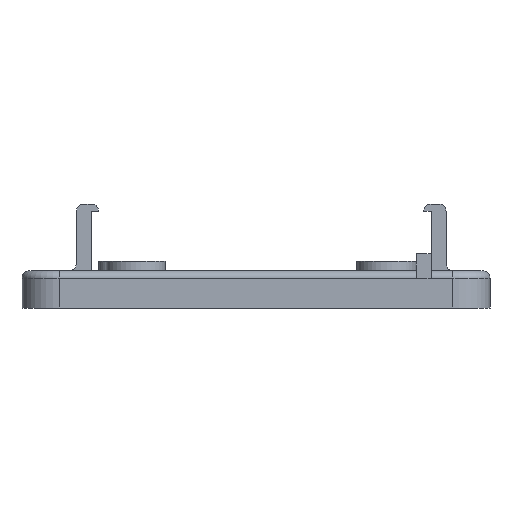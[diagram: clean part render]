
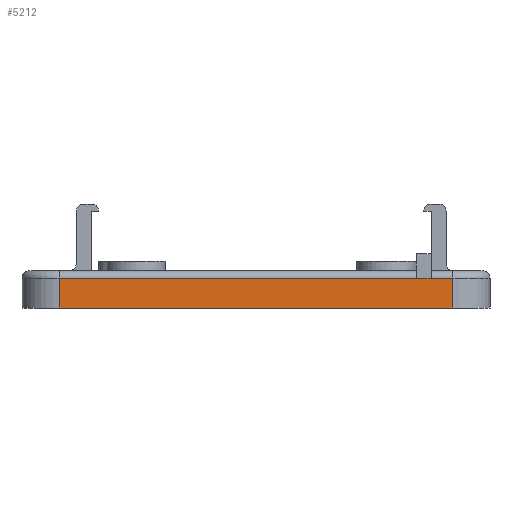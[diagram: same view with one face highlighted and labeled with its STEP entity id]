
A CAD part, left-side view. The second image highlights one B-rep face of the part: STEP entity #5212.
In plain terms, the highlighted planar face has unit normal (-1, 0, 0).
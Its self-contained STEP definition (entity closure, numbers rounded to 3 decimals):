
#388=PLANE('',#5547);
#661=FACE_OUTER_BOUND('',#972,.T.);
#972=EDGE_LOOP('',(#4839,#4840,#4841,#4842,#4843,#4844));
#1414=LINE('',#8957,#1936);
#1418=LINE('',#8988,#1940);
#1489=LINE('',#9224,#2011);
#1503=LINE('',#9260,#2025);
#1504=LINE('',#9262,#2026);
#1505=LINE('',#9263,#2027);
#1936=VECTOR('',#6341,10.);
#1940=VECTOR('',#6383,10.);
#2011=VECTOR('',#6646,10.);
#2025=VECTOR('',#6690,10.);
#2026=VECTOR('',#6693,10.);
#2027=VECTOR('',#6694,10.);
#2551=VERTEX_POINT('',#8953);
#2552=VERTEX_POINT('',#8955);
#2559=VERTEX_POINT('',#8983);
#2560=VERTEX_POINT('',#8987);
#2628=VERTEX_POINT('',#9221);
#2629=VERTEX_POINT('',#9223);
#3227=EDGE_CURVE('',#2551,#2552,#1414,.T.);
#3242=EDGE_CURVE('',#2560,#2559,#1418,.T.);
#3357=EDGE_CURVE('',#2628,#2629,#1489,.T.);
#3376=EDGE_CURVE('',#2559,#2629,#1503,.T.);
#3377=EDGE_CURVE('',#2552,#2560,#1504,.T.);
#3378=EDGE_CURVE('',#2551,#2628,#1505,.T.);
#4839=ORIENTED_EDGE('',*,*,#3227,.T.);
#4840=ORIENTED_EDGE('',*,*,#3377,.T.);
#4841=ORIENTED_EDGE('',*,*,#3242,.T.);
#4842=ORIENTED_EDGE('',*,*,#3376,.T.);
#4843=ORIENTED_EDGE('',*,*,#3357,.F.);
#4844=ORIENTED_EDGE('',*,*,#3378,.F.);
#5212=ADVANCED_FACE('',(#661),#388,.T.);
#5547=AXIS2_PLACEMENT_3D('',#9261,#6691,#6692);
#6341=DIRECTION('',(0.,1.,0.));
#6383=DIRECTION('',(0.,1.,0.));
#6646=DIRECTION('',(0.,1.,0.));
#6690=DIRECTION('',(0.,0.,-1.));
#6691=DIRECTION('center_axis',(-1.,0.,0.));
#6692=DIRECTION('ref_axis',(0.,1.,0.));
#6693=DIRECTION('',(0.,1.,0.));
#6694=DIRECTION('',(0.,0.,-1.));
#8953=CARTESIAN_POINT('',(-20.381,-28.212,-0.066));
#8955=CARTESIAN_POINT('',(-20.381,-25.296,-0.066));
#8957=CARTESIAN_POINT('',(-20.381,24.788,-0.066));
#8983=CARTESIAN_POINT('',(-20.381,24.788,-0.066));
#8987=CARTESIAN_POINT('',(-20.381,-23.296,-0.066));
#8988=CARTESIAN_POINT('',(-20.381,24.788,-0.066));
#9221=CARTESIAN_POINT('',(-20.381,-28.212,-4.066));
#9223=CARTESIAN_POINT('',(-20.381,24.788,-4.066));
#9224=CARTESIAN_POINT('',(-20.381,24.788,-4.066));
#9260=CARTESIAN_POINT('',(-20.381,24.788,-0.066));
#9261=CARTESIAN_POINT('Origin',(-20.381,-28.212,0.934));
#9262=CARTESIAN_POINT('',(-20.381,24.788,-0.066));
#9263=CARTESIAN_POINT('',(-20.381,-28.212,-0.066));
